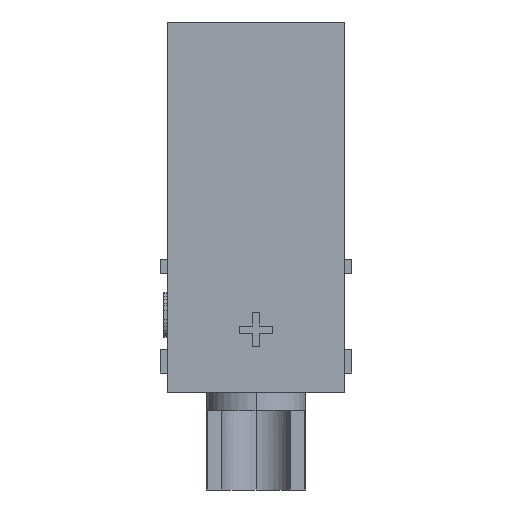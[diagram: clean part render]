
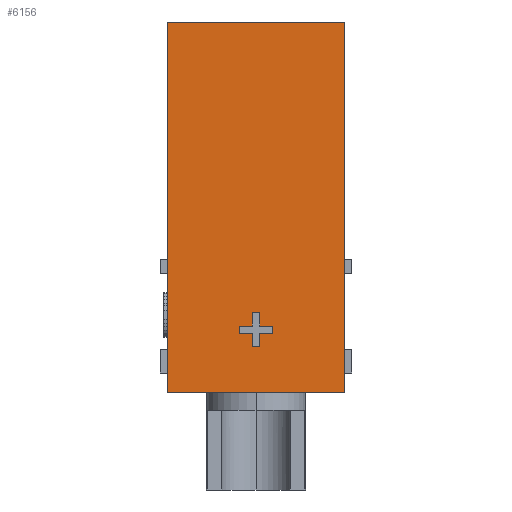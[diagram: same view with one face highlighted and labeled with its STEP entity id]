
A CAD part, left-side view. The second image highlights one B-rep face of the part: STEP entity #6156.
In plain terms, the highlighted planar face has unit normal (-1, 0, 0).
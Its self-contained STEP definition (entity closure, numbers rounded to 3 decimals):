
#15 = VECTOR ( 'NONE', #4610, 1000. ) ;
#127 = VECTOR ( 'NONE', #2577, 1000. ) ;
#183 = LINE ( 'NONE', #8665, #394 ) ;
#198 = LINE ( 'NONE', #4110, #2025 ) ;
#293 = DIRECTION ( 'NONE',  ( 0., 0., 1. ) ) ;
#295 = CARTESIAN_POINT ( 'NONE',  ( -10.5, -0.95, -7.1 ) ) ;
#333 = CARTESIAN_POINT ( 'NONE',  ( -10.5, 5., -10.45 ) ) ;
#394 = VECTOR ( 'NONE', #1777, 1000. ) ;
#446 = DIRECTION ( 'NONE',  ( 0., 0., -1. ) ) ;
#530 = VERTEX_POINT ( 'NONE', #4547 ) ;
#550 = LINE ( 'NONE', #7537, #6442 ) ;
#580 = ORIENTED_EDGE ( 'NONE', *, *, #8170, .T. ) ;
#607 = CARTESIAN_POINT ( 'NONE',  ( -10.5, -0.2, -10.45 ) ) ;
#718 = VECTOR ( 'NONE', #6210, 1000. ) ;
#823 = VERTEX_POINT ( 'NONE', #333 ) ;
#850 = VERTEX_POINT ( 'NONE', #7311 ) ;
#917 = CARTESIAN_POINT ( 'NONE',  ( -10.5, -0.2, -6.7 ) ) ;
#1061 = PLANE ( 'NONE',  #7276 ) ;
#1103 = CARTESIAN_POINT ( 'NONE',  ( -10.5, -0.2, -5.95 ) ) ;
#1161 = EDGE_LOOP ( 'NONE', ( #1516, #1748, #7791, #8551, #2604, #580, #2176, #4797, #2456, #1682, #2767, #4461 ) ) ;
#1203 = VERTEX_POINT ( 'NONE', #9654 ) ;
#1479 = CARTESIAN_POINT ( 'NONE',  ( -10.5, 5., -7.85 ) ) ;
#1494 = DIRECTION ( 'NONE',  ( 0., 0., 1. ) ) ;
#1516 = ORIENTED_EDGE ( 'NONE', *, *, #4248, .T. ) ;
#1524 = VECTOR ( 'NONE', #1494, 1000. ) ;
#1536 = VECTOR ( 'NONE', #4977, 1000. ) ;
#1561 = LINE ( 'NONE', #4638, #5606 ) ;
#1682 = ORIENTED_EDGE ( 'NONE', *, *, #8619, .T. ) ;
#1748 = ORIENTED_EDGE ( 'NONE', *, *, #2958, .T. ) ;
#1777 = DIRECTION ( 'NONE',  ( 0., 0., 1. ) ) ;
#2018 = VERTEX_POINT ( 'NONE', #5842 ) ;
#2025 = VECTOR ( 'NONE', #3213, 1000. ) ;
#2176 = ORIENTED_EDGE ( 'NONE', *, *, #3746, .T. ) ;
#2333 = LINE ( 'NONE', #4646, #718 ) ;
#2348 = DIRECTION ( 'NONE',  ( 0., 0., -1. ) ) ;
#2456 = ORIENTED_EDGE ( 'NONE', *, *, #2517, .T. ) ;
#2517 = EDGE_CURVE ( 'NONE', #3997, #8637, #2666, .T. ) ;
#2518 = EDGE_CURVE ( 'NONE', #7908, #850, #3480, .T. ) ;
#2577 = DIRECTION ( 'NONE',  ( 0., -1., 0. ) ) ;
#2604 = ORIENTED_EDGE ( 'NONE', *, *, #4872, .T. ) ;
#2666 = LINE ( 'NONE', #4976, #5777 ) ;
#2717 = DIRECTION ( 'NONE',  ( 0., 1., 0. ) ) ;
#2767 = ORIENTED_EDGE ( 'NONE', *, *, #3682, .T. ) ;
#2788 = LINE ( 'NONE', #607, #3851 ) ;
#2795 = VERTEX_POINT ( 'NONE', #8847 ) ;
#2954 = VERTEX_POINT ( 'NONE', #3765 ) ;
#2958 = EDGE_CURVE ( 'NONE', #2954, #7908, #3057, .T. ) ;
#3002 = LINE ( 'NONE', #1479, #9920 ) ;
#3057 = LINE ( 'NONE', #9192, #15 ) ;
#3171 = VECTOR ( 'NONE', #2348, 1000. ) ;
#3213 = DIRECTION ( 'NONE',  ( 0., 0., -1. ) ) ;
#3305 = CARTESIAN_POINT ( 'NONE',  ( -10.5, 5., -10.45 ) ) ;
#3480 = LINE ( 'NONE', #4192, #127 ) ;
#3492 = FACE_OUTER_BOUND ( 'NONE', #5133, .T. ) ;
#3658 = LINE ( 'NONE', #3814, #9441 ) ;
#3663 = ORIENTED_EDGE ( 'NONE', *, *, #7808, .T. ) ;
#3682 = EDGE_CURVE ( 'NONE', #2795, #8431, #3002, .T. ) ;
#3746 = EDGE_CURVE ( 'NONE', #7424, #7451, #3658, .T. ) ;
#3763 = EDGE_CURVE ( 'NONE', #4093, #1203, #198, .T. ) ;
#3765 = CARTESIAN_POINT ( 'NONE',  ( -10.5, 0.95, -7.1 ) ) ;
#3814 = CARTESIAN_POINT ( 'NONE',  ( -10.5, 5., -6.7 ) ) ;
#3831 = EDGE_CURVE ( 'NONE', #5658, #823, #9296, .T. ) ;
#3851 = VECTOR ( 'NONE', #446, 1000. ) ;
#3884 = CARTESIAN_POINT ( 'NONE',  ( -10.5, 0.2, -10.45 ) ) ;
#3925 = CARTESIAN_POINT ( 'NONE',  ( -10.5, 0.95, -6.7 ) ) ;
#3997 = VERTEX_POINT ( 'NONE', #295 ) ;
#4093 = VERTEX_POINT ( 'NONE', #6009 ) ;
#4110 = CARTESIAN_POINT ( 'NONE',  ( -10.5, -5., -10.45 ) ) ;
#4192 = CARTESIAN_POINT ( 'NONE',  ( -10.5, 5., -6.7 ) ) ;
#4248 = EDGE_CURVE ( 'NONE', #530, #2954, #2333, .T. ) ;
#4287 = DIRECTION ( 'NONE',  ( 0., 1., 0. ) ) ;
#4345 = EDGE_CURVE ( 'NONE', #7451, #3997, #5650, .T. ) ;
#4461 = ORIENTED_EDGE ( 'NONE', *, *, #9038, .T. ) ;
#4512 = DIRECTION ( 'NONE',  ( 0., 1., 0. ) ) ;
#4547 = CARTESIAN_POINT ( 'NONE',  ( -10.5, 0.2, -7.1 ) ) ;
#4610 = DIRECTION ( 'NONE',  ( 0., 0., 1. ) ) ;
#4638 = CARTESIAN_POINT ( 'NONE',  ( -10.5, -0.2, -10.45 ) ) ;
#4646 = CARTESIAN_POINT ( 'NONE',  ( -10.5, 5., -7.1 ) ) ;
#4797 = ORIENTED_EDGE ( 'NONE', *, *, #4345, .T. ) ;
#4872 = EDGE_CURVE ( 'NONE', #2018, #7495, #550, .T. ) ;
#4976 = CARTESIAN_POINT ( 'NONE',  ( -10.5, 5., -7.1 ) ) ;
#4977 = DIRECTION ( 'NONE',  ( 0., 0., -1. ) ) ;
#5133 = EDGE_LOOP ( 'NONE', ( #6857, #3663, #6281, #9593 ) ) ;
#5606 = VECTOR ( 'NONE', #6921, 1000. ) ;
#5631 = CARTESIAN_POINT ( 'NONE',  ( -10.5, 0., -10.45 ) ) ;
#5650 = LINE ( 'NONE', #8079, #1536 ) ;
#5658 = VERTEX_POINT ( 'NONE', #8450 ) ;
#5723 = VECTOR ( 'NONE', #6444, 1000. ) ;
#5726 = LINE ( 'NONE', #5631, #5723 ) ;
#5777 = VECTOR ( 'NONE', #2717, 1000. ) ;
#5842 = CARTESIAN_POINT ( 'NONE',  ( -10.5, 0.2, -5.95 ) ) ;
#5848 = FACE_BOUND ( 'NONE', #1161, .T. ) ;
#6009 = CARTESIAN_POINT ( 'NONE',  ( -10.5, -5., 10.45 ) ) ;
#6156 = ADVANCED_FACE ( 'NONE', ( #5848, #3492 ), #1061, .T. ) ;
#6210 = DIRECTION ( 'NONE',  ( 0., 1., 0. ) ) ;
#6281 = ORIENTED_EDGE ( 'NONE', *, *, #3763, .F. ) ;
#6442 = VECTOR ( 'NONE', #9035, 1000. ) ;
#6444 = DIRECTION ( 'NONE',  ( 0., -1., 0. ) ) ;
#6857 = ORIENTED_EDGE ( 'NONE', *, *, #3831, .T. ) ;
#6921 = DIRECTION ( 'NONE',  ( 0., 0., -1. ) ) ;
#7234 = CARTESIAN_POINT ( 'NONE',  ( -10.5, 5., -10.45 ) ) ;
#7271 = CARTESIAN_POINT ( 'NONE',  ( -10.5, -0.95, -6.7 ) ) ;
#7276 = AXIS2_PLACEMENT_3D ( 'NONE', #7234, #8123, #293 ) ;
#7311 = CARTESIAN_POINT ( 'NONE',  ( -10.5, 0.2, -6.7 ) ) ;
#7424 = VERTEX_POINT ( 'NONE', #917 ) ;
#7451 = VERTEX_POINT ( 'NONE', #7271 ) ;
#7495 = VERTEX_POINT ( 'NONE', #1103 ) ;
#7537 = CARTESIAN_POINT ( 'NONE',  ( -10.5, 5., -5.95 ) ) ;
#7778 = CARTESIAN_POINT ( 'NONE',  ( -10.5, -0.2, -7.1 ) ) ;
#7791 = ORIENTED_EDGE ( 'NONE', *, *, #2518, .T. ) ;
#7808 = EDGE_CURVE ( 'NONE', #823, #1203, #5726, .T. ) ;
#7908 = VERTEX_POINT ( 'NONE', #3925 ) ;
#8079 = CARTESIAN_POINT ( 'NONE',  ( -10.5, -0.95, -10.45 ) ) ;
#8123 = DIRECTION ( 'NONE',  ( -1., 0., 0. ) ) ;
#8170 = EDGE_CURVE ( 'NONE', #7495, #7424, #2788, .T. ) ;
#8171 = CARTESIAN_POINT ( 'NONE',  ( -10.5, 5., 10.45 ) ) ;
#8219 = LINE ( 'NONE', #8171, #9946 ) ;
#8431 = VERTEX_POINT ( 'NONE', #8677 ) ;
#8450 = CARTESIAN_POINT ( 'NONE',  ( -10.5, 5., 10.45 ) ) ;
#8458 = LINE ( 'NONE', #3884, #1524 ) ;
#8485 = EDGE_CURVE ( 'NONE', #4093, #5658, #8219, .T. ) ;
#8551 = ORIENTED_EDGE ( 'NONE', *, *, #9905, .T. ) ;
#8619 = EDGE_CURVE ( 'NONE', #8637, #2795, #1561, .T. ) ;
#8637 = VERTEX_POINT ( 'NONE', #7778 ) ;
#8665 = CARTESIAN_POINT ( 'NONE',  ( -10.5, 0.2, -10.45 ) ) ;
#8677 = CARTESIAN_POINT ( 'NONE',  ( -10.5, 0.2, -7.85 ) ) ;
#8847 = CARTESIAN_POINT ( 'NONE',  ( -10.5, -0.2, -7.85 ) ) ;
#9035 = DIRECTION ( 'NONE',  ( 0., -1., 0. ) ) ;
#9038 = EDGE_CURVE ( 'NONE', #8431, #530, #8458, .T. ) ;
#9192 = CARTESIAN_POINT ( 'NONE',  ( -10.5, 0.95, -10.45 ) ) ;
#9296 = LINE ( 'NONE', #3305, #3171 ) ;
#9441 = VECTOR ( 'NONE', #9896, 1000. ) ;
#9593 = ORIENTED_EDGE ( 'NONE', *, *, #8485, .T. ) ;
#9654 = CARTESIAN_POINT ( 'NONE',  ( -10.5, -5., -10.45 ) ) ;
#9896 = DIRECTION ( 'NONE',  ( 0., -1., 0. ) ) ;
#9905 = EDGE_CURVE ( 'NONE', #850, #2018, #183, .T. ) ;
#9920 = VECTOR ( 'NONE', #4512, 1000. ) ;
#9946 = VECTOR ( 'NONE', #4287, 1000. ) ;
